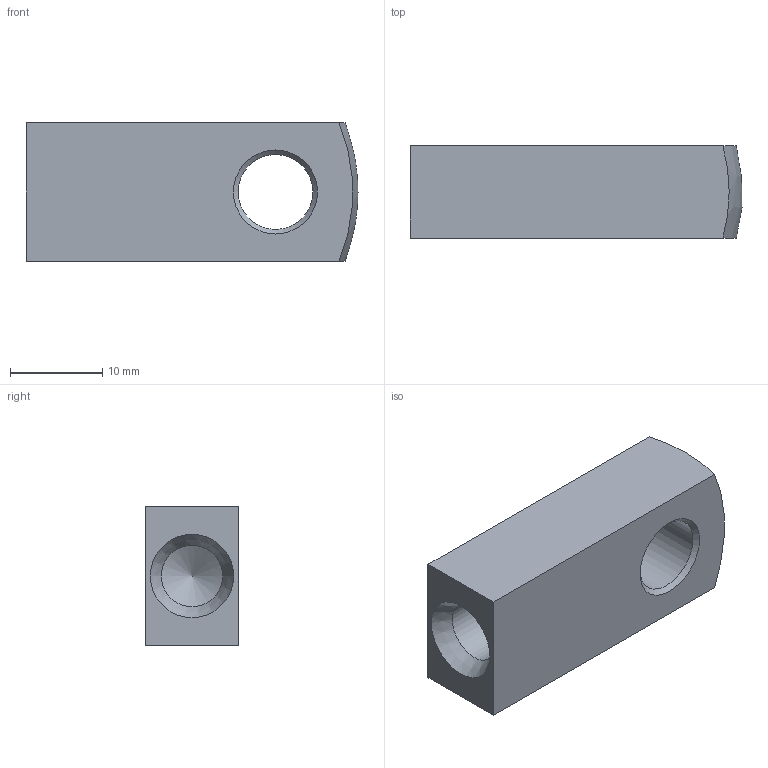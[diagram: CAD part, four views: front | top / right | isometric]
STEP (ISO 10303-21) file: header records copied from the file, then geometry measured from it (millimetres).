
FILE_DESCRIPTION(('FreeCAD Model'),'2;1');
FILE_NAME('Eye (27mm) 8 and 10mm rod.stp','2016-02-23T19:42:00',('Author'),(''), 'Open CASCADE STEP processor 6.8','FreeCAD','Unknown');
FILE_SCHEMA(('AUTOMOTIVE_DESIGN_CC2 { 1 2 10303 214 -1 1 5 4 }'));
Length unit declared in the file: millimetre
Products named in the file (1): ENG-003345
Bounding box: 35.93 x 10 x 15 mm (x, y, z)
Volume: 4236.9 mm3; surface area: 2459.5 mm2
Topology: 1 solids, 1 shells, 12 faces, 27 edges, 17 vertices
Faces by surface type: plane 5, cone 4, cylinder 2, sphere 1
Full cylindrical faces by diameter (mm): 6.647 x1, 8.1 x1
Entity records: 1080 total; most frequent: CARTESIAN_POINT 552, DIRECTION 88, ORIENTED_EDGE 52, PCURVE 52, DEFINITIONAL_REPRESENTATION 52, LINE 36, VECTOR 36, EDGE_CURVE 26
